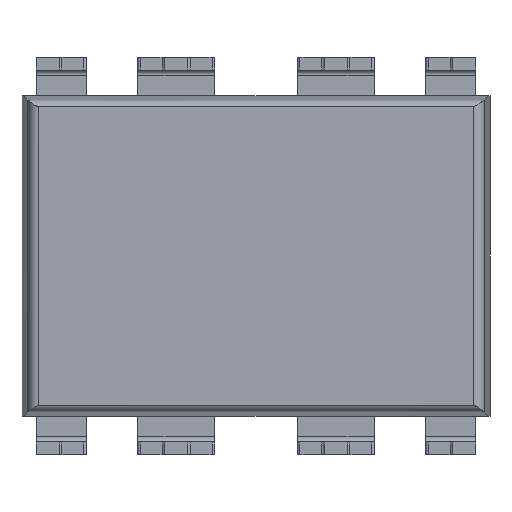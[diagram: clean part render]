
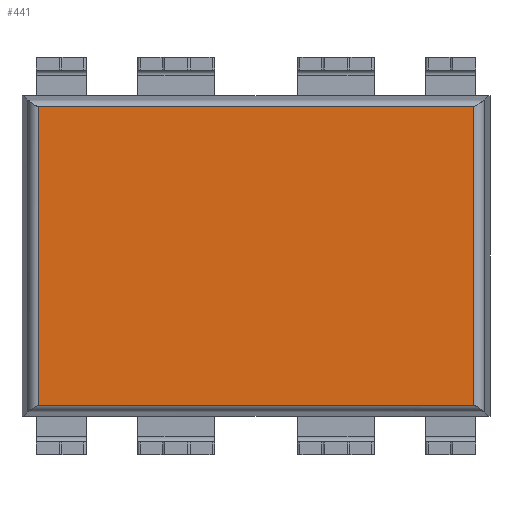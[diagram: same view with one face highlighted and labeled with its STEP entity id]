
A CAD part, front view. The second image highlights one B-rep face of the part: STEP entity #441.
In plain terms, the highlighted planar face has unit normal (0, -1, 0).
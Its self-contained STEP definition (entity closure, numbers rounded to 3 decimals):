
#441=ADVANCED_FACE('',(#896),#897,.T.);
#896=FACE_OUTER_BOUND('',#1370,.T.);
#897=PLANE('',#1371);
#1370=EDGE_LOOP('',(#2681,#2682,#2683,#2684));
#1371=AXIS2_PLACEMENT_3D('',#2685,#2686,#2687);
#2681=ORIENTED_EDGE('',*,*,#3421,.T.);
#2682=ORIENTED_EDGE('',*,*,#3422,.T.);
#2683=ORIENTED_EDGE('',*,*,#3423,.T.);
#2684=ORIENTED_EDGE('',*,*,#3424,.F.);
#2685=CARTESIAN_POINT('',(4.636,-0.001,3.175));
#2686=DIRECTION('',(0.0,-1.0,-0.0));
#2687=DIRECTION('',(-1.0,0.0,0.));
#3421=EDGE_CURVE('',#4257,#4258,#4259,.T.);
#3422=EDGE_CURVE('',#4258,#4260,#4261,.T.);
#3423=EDGE_CURVE('',#4260,#4262,#4263,.T.);
#3424=EDGE_CURVE('',#4257,#4262,#4264,.T.);
#4257=VERTEX_POINT('',#5443);
#4258=VERTEX_POINT('',#5444);
#4259=LINE('',#5445,#5446);
#4260=VERTEX_POINT('',#5447);
#4261=LINE('',#5448,#5449);
#4262=VERTEX_POINT('',#5450);
#4263=LINE('',#5451,#5452);
#4264=LINE('',#5453,#5454);
#5443=CARTESIAN_POINT('',(8.954,-0.001,2.966));
#5444=CARTESIAN_POINT('',(0.317,-0.001,2.966));
#5445=CARTESIAN_POINT('',(4.636,-0.001,2.966));
#5446=VECTOR('',#6250,1.0);
#5447=CARTESIAN_POINT('',(0.317,-0.001,-2.966));
#5448=CARTESIAN_POINT('',(0.317,-0.001,3.175));
#5449=VECTOR('',#6251,1.0);
#5450=CARTESIAN_POINT('',(8.954,-0.001,-2.966));
#5451=CARTESIAN_POINT('',(4.636,-0.001,-2.966));
#5452=VECTOR('',#6252,1.0);
#5453=CARTESIAN_POINT('',(8.954,-0.001,3.175));
#5454=VECTOR('',#6253,1.0);
#6250=DIRECTION('',(-1.0,-0.0,0.));
#6251=DIRECTION('',(0.,0.0,-1.0));
#6252=DIRECTION('',(1.0,0.0,0.));
#6253=DIRECTION('',(0.,0.0,-1.0));
